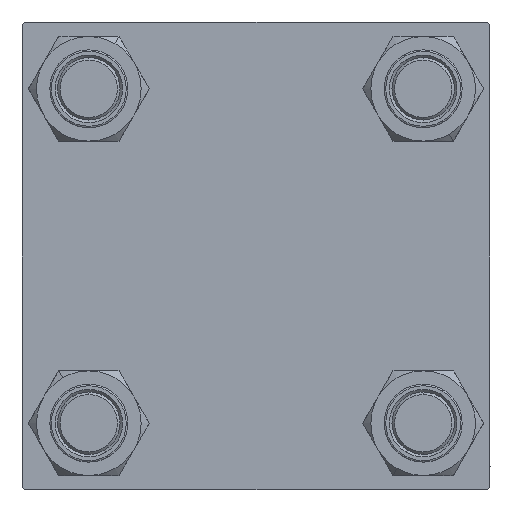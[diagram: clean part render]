
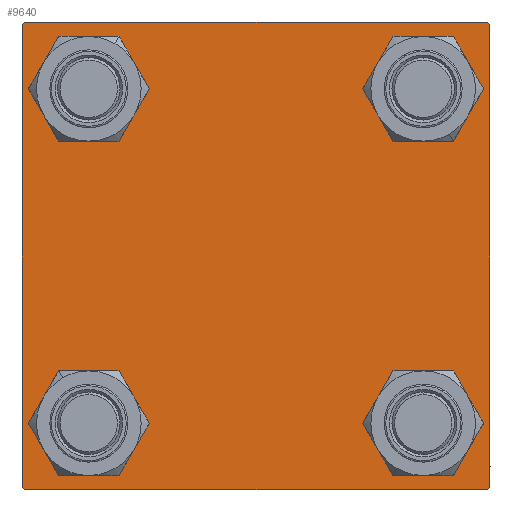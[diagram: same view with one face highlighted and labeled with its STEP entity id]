
A CAD part, left-side view. The second image highlights one B-rep face of the part: STEP entity #9640.
In plain terms, the highlighted planar face has unit normal (-1, 0, 0).
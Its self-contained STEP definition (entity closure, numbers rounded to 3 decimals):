
#310 = VERTEX_POINT ( 'NONE', #23675 ) ;
#925 = DIRECTION ( 'NONE',  ( 1., 0., 0. ) ) ;
#1109 = ORIENTED_EDGE ( 'NONE', *, *, #36742, .T. ) ;
#1428 = DIRECTION ( 'NONE',  ( 0., 0., 1. ) ) ;
#1809 = DIRECTION ( 'NONE',  ( 0., -1., 0. ) ) ;
#1840 = DIRECTION ( 'NONE',  ( 0., 0., 1. ) ) ;
#1996 = CARTESIAN_POINT ( 'NONE',  ( 0., 45., 45. ) ) ;
#2330 = ORIENTED_EDGE ( 'NONE', *, *, #4641, .T. ) ;
#2337 = CARTESIAN_POINT ( 'NONE',  ( 0., 0., 0. ) ) ;
#3768 = DIRECTION ( 'NONE',  ( 0., 0., 1. ) ) ;
#4259 = VERTEX_POINT ( 'NONE', #6081 ) ;
#4641 = EDGE_CURVE ( 'NONE', #310, #41077, #6552, .T. ) ;
#5331 = CIRCLE ( 'NONE', #48364, 6.5 ) ;
#5813 = CARTESIAN_POINT ( 'NONE',  ( 0., -44.5, 45. ) ) ;
#5912 = FACE_OUTER_BOUND ( 'NONE', #14120, .T. ) ;
#5921 = AXIS2_PLACEMENT_3D ( 'NONE', #38034, #15596, #46687 ) ;
#5927 = VERTEX_POINT ( 'NONE', #50075 ) ;
#6081 = CARTESIAN_POINT ( 'NONE',  ( 0., 32.15, 38.65 ) ) ;
#6164 = DIRECTION ( 'NONE',  ( -1., 0., 0. ) ) ;
#6169 = VERTEX_POINT ( 'NONE', #43339 ) ;
#6306 = EDGE_CURVE ( 'NONE', #28623, #15744, #30081, .T. ) ;
#6484 = VECTOR ( 'NONE', #33073, 1000. ) ;
#6552 = LINE ( 'NONE', #14701, #30235 ) ;
#6588 = ORIENTED_EDGE ( 'NONE', *, *, #22708, .T. ) ;
#6818 = AXIS2_PLACEMENT_3D ( 'NONE', #17241, #21824, #48836 ) ;
#7125 = EDGE_CURVE ( 'NONE', #21139, #41077, #36709, .T. ) ;
#7406 = DIRECTION ( 'NONE',  ( 0., 0., 1. ) ) ;
#8370 = VERTEX_POINT ( 'NONE', #27904 ) ;
#9280 = CIRCLE ( 'NONE', #6818, 6.5 ) ;
#9640 = ADVANCED_FACE ( 'NONE', ( #25789, #41061, #45390, #36739, #5912 ), #40559, .T. ) ;
#9810 = CARTESIAN_POINT ( 'NONE',  ( 0., -32.15, 32.15 ) ) ;
#10038 = CIRCLE ( 'NONE', #39313, 6.5 ) ;
#10472 = VECTOR ( 'NONE', #48565, 1000. ) ;
#10729 = DIRECTION ( 'NONE',  ( 0., -1., 0. ) ) ;
#10892 = AXIS2_PLACEMENT_3D ( 'NONE', #9810, #18185, #41114 ) ;
#11385 = CIRCLE ( 'NONE', #48681, 6.5 ) ;
#12044 = CARTESIAN_POINT ( 'NONE',  ( 0., -32.15, -38.65 ) ) ;
#12388 = ORIENTED_EDGE ( 'NONE', *, *, #41201, .T. ) ;
#12969 = VECTOR ( 'NONE', #33161, 1000. ) ;
#13541 = CARTESIAN_POINT ( 'NONE',  ( 0., 44.5, -45. ) ) ;
#14120 = EDGE_LOOP ( 'NONE', ( #12388, #33587, #15182, #44687, #18176, #2330, #30330, #43638 ) ) ;
#14415 = EDGE_CURVE ( 'NONE', #21139, #33481, #32201, .T. ) ;
#14524 = CARTESIAN_POINT ( 'NONE',  ( 0., 45., -45. ) ) ;
#14701 = CARTESIAN_POINT ( 'NONE',  ( 0., -44.75, 44.75 ) ) ;
#15115 = AXIS2_PLACEMENT_3D ( 'NONE', #33015, #925, #1428 ) ;
#15182 = ORIENTED_EDGE ( 'NONE', *, *, #6306, .T. ) ;
#15240 = CARTESIAN_POINT ( 'NONE',  ( 0., 32.15, 32.15 ) ) ;
#15596 = DIRECTION ( 'NONE',  ( 1., 0., 0. ) ) ;
#15744 = VERTEX_POINT ( 'NONE', #43736 ) ;
#16067 = EDGE_CURVE ( 'NONE', #4259, #39549, #45822, .T. ) ;
#16984 = EDGE_CURVE ( 'NONE', #6169, #8370, #40145, .T. ) ;
#17241 = CARTESIAN_POINT ( 'NONE',  ( 0., 32.15, -32.15 ) ) ;
#17469 = LINE ( 'NONE', #33021, #10472 ) ;
#17611 = CARTESIAN_POINT ( 'NONE',  ( 0., -44.75, -44.75 ) ) ;
#18061 = VECTOR ( 'NONE', #47734, 1000. ) ;
#18176 = ORIENTED_EDGE ( 'NONE', *, *, #33965, .F. ) ;
#18185 = DIRECTION ( 'NONE',  ( 1., 0., 0. ) ) ;
#18626 = VERTEX_POINT ( 'NONE', #32615 ) ;
#18677 = VERTEX_POINT ( 'NONE', #29555 ) ;
#19185 = ORIENTED_EDGE ( 'NONE', *, *, #26772, .T. ) ;
#19355 = ORIENTED_EDGE ( 'NONE', *, *, #16067, .T. ) ;
#19988 = CIRCLE ( 'NONE', #15115, 6.5 ) ;
#21139 = VERTEX_POINT ( 'NONE', #42461 ) ;
#21356 = CARTESIAN_POINT ( 'NONE',  ( 0., -32.15, -32.15 ) ) ;
#21671 = ORIENTED_EDGE ( 'NONE', *, *, #16984, .T. ) ;
#21824 = DIRECTION ( 'NONE',  ( 1., 0., 0. ) ) ;
#22365 = CARTESIAN_POINT ( 'NONE',  ( 0., 45., 44.5 ) ) ;
#22708 = EDGE_CURVE ( 'NONE', #18626, #28392, #5331, .T. ) ;
#22804 = VERTEX_POINT ( 'NONE', #45543 ) ;
#23515 = ORIENTED_EDGE ( 'NONE', *, *, #49223, .T. ) ;
#23675 = CARTESIAN_POINT ( 'NONE',  ( 0., -45., 44.5 ) ) ;
#23997 = EDGE_LOOP ( 'NONE', ( #44548, #34236 ) ) ;
#24055 = LINE ( 'NONE', #30949, #32458 ) ;
#24362 = EDGE_LOOP ( 'NONE', ( #21671, #19185 ) ) ;
#24676 = AXIS2_PLACEMENT_3D ( 'NONE', #40480, #33599, #41481 ) ;
#25249 = CARTESIAN_POINT ( 'NONE',  ( 0., 45., 45. ) ) ;
#25526 = LINE ( 'NONE', #17611, #12969 ) ;
#25789 = FACE_BOUND ( 'NONE', #24362, .T. ) ;
#25928 = DIRECTION ( 'NONE',  ( 0., 0.707, 0.707 ) ) ;
#26772 = EDGE_CURVE ( 'NONE', #8370, #6169, #19988, .T. ) ;
#26779 = DIRECTION ( 'NONE',  ( 1., 0., 0. ) ) ;
#27135 = DIRECTION ( 'NONE',  ( 0., 0., -1. ) ) ;
#27904 = CARTESIAN_POINT ( 'NONE',  ( 0., -32.15, 25.65 ) ) ;
#28392 = VERTEX_POINT ( 'NONE', #12044 ) ;
#28623 = VERTEX_POINT ( 'NONE', #13541 ) ;
#29555 = CARTESIAN_POINT ( 'NONE',  ( 0., 32.15, -38.65 ) ) ;
#30081 = LINE ( 'NONE', #14524, #35012 ) ;
#30235 = VECTOR ( 'NONE', #25928, 1000. ) ;
#30330 = ORIENTED_EDGE ( 'NONE', *, *, #7125, .F. ) ;
#30949 = CARTESIAN_POINT ( 'NONE',  ( 0., -45., 45. ) ) ;
#32201 = LINE ( 'NONE', #39317, #18061 ) ;
#32369 = CARTESIAN_POINT ( 'NONE',  ( 0., 32.15, 25.65 ) ) ;
#32458 = VECTOR ( 'NONE', #27135, 1000. ) ;
#32615 = CARTESIAN_POINT ( 'NONE',  ( 0., -32.15, -25.65 ) ) ;
#33015 = CARTESIAN_POINT ( 'NONE',  ( 0., -32.15, 32.15 ) ) ;
#33021 = CARTESIAN_POINT ( 'NONE',  ( 0., 44.75, -44.75 ) ) ;
#33073 = DIRECTION ( 'NONE',  ( 0., 0., -1. ) ) ;
#33161 = DIRECTION ( 'NONE',  ( 0., -0.707, 0.707 ) ) ;
#33451 = VECTOR ( 'NONE', #1809, 1000. ) ;
#33481 = VERTEX_POINT ( 'NONE', #22365 ) ;
#33587 = ORIENTED_EDGE ( 'NONE', *, *, #34563, .T. ) ;
#33591 = CARTESIAN_POINT ( 'NONE',  ( 0., -45., -44.5 ) ) ;
#33599 = DIRECTION ( 'NONE',  ( 1., 0., 0. ) ) ;
#33965 = EDGE_CURVE ( 'NONE', #310, #48366, #24055, .T. ) ;
#34236 = ORIENTED_EDGE ( 'NONE', *, *, #48983, .T. ) ;
#34373 = DIRECTION ( 'NONE',  ( 1., 0., 0. ) ) ;
#34563 = EDGE_CURVE ( 'NONE', #22804, #28623, #17469, .T. ) ;
#35012 = VECTOR ( 'NONE', #10729, 1000. ) ;
#35404 = EDGE_CURVE ( 'NONE', #15744, #48366, #25526, .T. ) ;
#36073 = EDGE_LOOP ( 'NONE', ( #6588, #23515 ) ) ;
#36709 = LINE ( 'NONE', #25249, #33451 ) ;
#36739 = FACE_BOUND ( 'NONE', #44812, .T. ) ;
#36742 = EDGE_CURVE ( 'NONE', #39549, #4259, #11385, .T. ) ;
#36886 = DIRECTION ( 'NONE',  ( 0., 0., 1. ) ) ;
#36891 = LINE ( 'NONE', #1996, #6484 ) ;
#37973 = CARTESIAN_POINT ( 'NONE',  ( 0., 32.15, -32.15 ) ) ;
#38034 = CARTESIAN_POINT ( 'NONE',  ( 0., 32.15, 32.15 ) ) ;
#39313 = AXIS2_PLACEMENT_3D ( 'NONE', #37973, #26779, #7406 ) ;
#39317 = CARTESIAN_POINT ( 'NONE',  ( 0., 44.75, 44.75 ) ) ;
#39549 = VERTEX_POINT ( 'NONE', #32369 ) ;
#40145 = CIRCLE ( 'NONE', #10892, 6.5 ) ;
#40480 = CARTESIAN_POINT ( 'NONE',  ( 0., -32.15, -32.15 ) ) ;
#40559 = PLANE ( 'NONE',  #42462 ) ;
#41061 = FACE_BOUND ( 'NONE', #36073, .T. ) ;
#41077 = VERTEX_POINT ( 'NONE', #5813 ) ;
#41114 = DIRECTION ( 'NONE',  ( 0., 0., 1. ) ) ;
#41201 = EDGE_CURVE ( 'NONE', #33481, #22804, #36891, .T. ) ;
#41481 = DIRECTION ( 'NONE',  ( 0., 0., 1. ) ) ;
#42461 = CARTESIAN_POINT ( 'NONE',  ( 0., 44.5, 45. ) ) ;
#42462 = AXIS2_PLACEMENT_3D ( 'NONE', #2337, #6164, #1840 ) ;
#43339 = CARTESIAN_POINT ( 'NONE',  ( 0., -32.15, 38.65 ) ) ;
#43638 = ORIENTED_EDGE ( 'NONE', *, *, #14415, .T. ) ;
#43736 = CARTESIAN_POINT ( 'NONE',  ( 0., -44.5, -45. ) ) ;
#44285 = DIRECTION ( 'NONE',  ( 1., 0., 0. ) ) ;
#44548 = ORIENTED_EDGE ( 'NONE', *, *, #49496, .T. ) ;
#44687 = ORIENTED_EDGE ( 'NONE', *, *, #35404, .T. ) ;
#44812 = EDGE_LOOP ( 'NONE', ( #19355, #1109 ) ) ;
#45390 = FACE_BOUND ( 'NONE', #23997, .T. ) ;
#45543 = CARTESIAN_POINT ( 'NONE',  ( 0., 45., -44.5 ) ) ;
#45822 = CIRCLE ( 'NONE', #5921, 6.5 ) ;
#46628 = CIRCLE ( 'NONE', #24676, 6.5 ) ;
#46687 = DIRECTION ( 'NONE',  ( 0., 0., 1. ) ) ;
#47734 = DIRECTION ( 'NONE',  ( 0., 0.707, -0.707 ) ) ;
#48364 = AXIS2_PLACEMENT_3D ( 'NONE', #21356, #44285, #36886 ) ;
#48366 = VERTEX_POINT ( 'NONE', #33591 ) ;
#48565 = DIRECTION ( 'NONE',  ( 0., -0.707, -0.707 ) ) ;
#48681 = AXIS2_PLACEMENT_3D ( 'NONE', #15240, #34373, #3768 ) ;
#48836 = DIRECTION ( 'NONE',  ( 0., 0., 1. ) ) ;
#48983 = EDGE_CURVE ( 'NONE', #18677, #5927, #10038, .T. ) ;
#49223 = EDGE_CURVE ( 'NONE', #28392, #18626, #46628, .T. ) ;
#49496 = EDGE_CURVE ( 'NONE', #5927, #18677, #9280, .T. ) ;
#50075 = CARTESIAN_POINT ( 'NONE',  ( 0., 32.15, -25.65 ) ) ;
